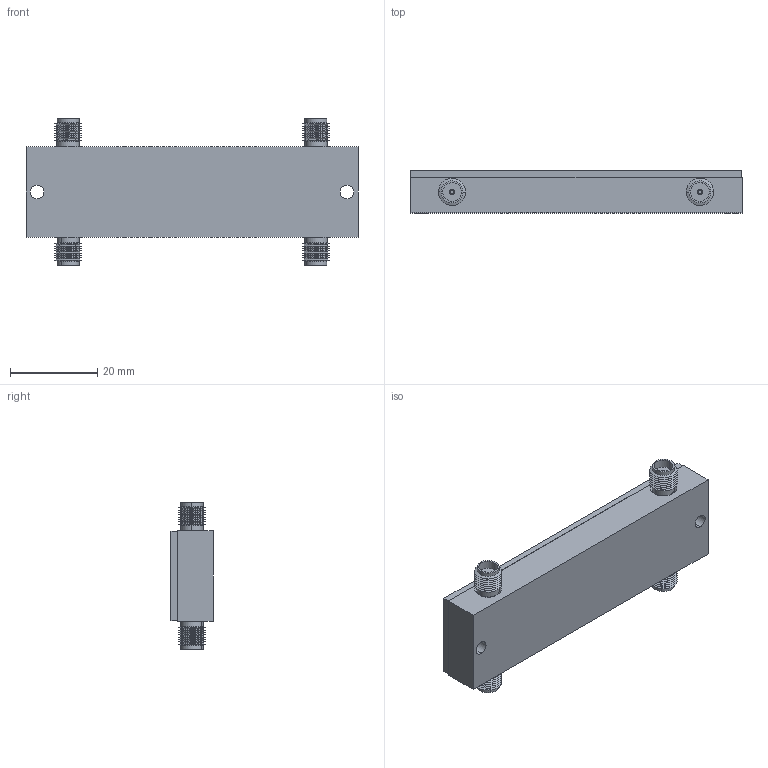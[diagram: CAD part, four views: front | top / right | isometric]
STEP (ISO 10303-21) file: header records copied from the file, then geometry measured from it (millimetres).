
FILE_DESCRIPTION (( 'STEP AP214' ), '1' );
FILE_NAME ('HQ 523_C.STEP', '2022-08-02T12:43:53', ( '' ), ( '' ), 'SwSTEP 2.0', 'SolidWorks 2021', '' );
FILE_SCHEMA (( 'AUTOMOTIVE_DESIGN' ));
Length unit declared in the file: inch
Products named in the file (1): HQ 523_C
Bounding box: 76.2 x 9.65 x 33.63 mm (x, y, z)
Volume: 15587.1 mm3; surface area: 10877.5 mm2
Topology: 14 solids, 14 shells, 953 faces, 2439 edges, 1554 vertices
Faces by surface type: cylinder 523, plane 248, cone 144, bspline 38
Entity records: 36276 total; most frequent: CARTESIAN_POINT 7377, DIRECTION 5329, ORIENTED_EDGE 4878, EDGE_CURVE 2439, AXIS2_PLACEMENT_3D 2058, VERTEX_POINT 1554, LINE 1213, VECTOR 1213
